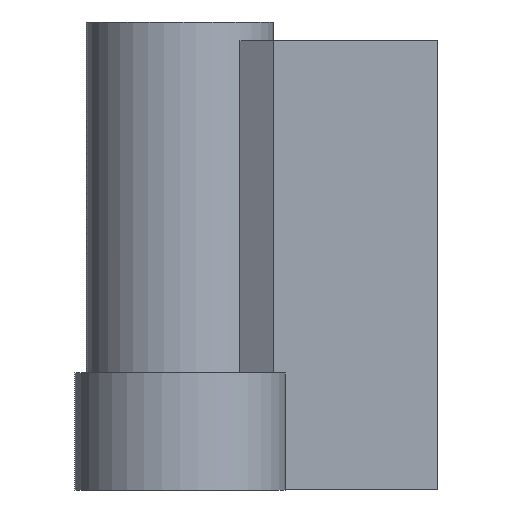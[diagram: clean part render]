
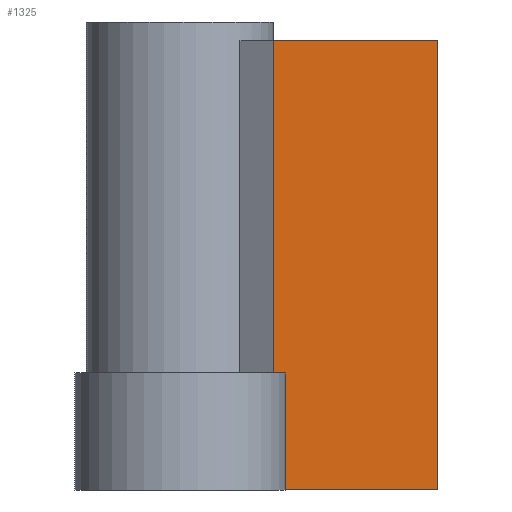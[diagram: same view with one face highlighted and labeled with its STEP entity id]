
A CAD part, front view. The second image highlights one B-rep face of the part: STEP entity #1325.
In plain terms, the highlighted planar face has unit normal (0, -1, 0).
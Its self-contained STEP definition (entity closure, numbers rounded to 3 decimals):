
#138 = VERTEX_POINT('',#139);
#139 = CARTESIAN_POINT('',(4.5,-19.,0.));
#284 = VERTEX_POINT('',#285);
#285 = CARTESIAN_POINT('',(4.5,-19.,5.));
#291 = EDGE_CURVE('',#292,#284,#294,.T.);
#292 = VERTEX_POINT('',#293);
#293 = CARTESIAN_POINT('',(4.,-19.,5.));
#294 = LINE('',#295,#296);
#295 = CARTESIAN_POINT('',(2.,-19.,5.));
#296 = VECTOR('',#297,1.);
#297 = DIRECTION('',(1.,0.,0.));
#523 = EDGE_CURVE('',#284,#138,#524,.T.);
#524 = LINE('',#525,#526);
#525 = CARTESIAN_POINT('',(4.5,-19.,0.));
#526 = VECTOR('',#527,1.);
#527 = DIRECTION('',(0.,0.,-1.));
#1307 = VERTEX_POINT('',#1308);
#1308 = CARTESIAN_POINT('',(4.,-19.,19.2));
#1314 = EDGE_CURVE('',#292,#1307,#1315,.T.);
#1315 = LINE('',#1316,#1317);
#1316 = CARTESIAN_POINT('',(4.,-19.,0.));
#1317 = VECTOR('',#1318,1.);
#1318 = DIRECTION('',(0.,0.,1.));
#1325 = ADVANCED_FACE('',(#1326),#1353,.T.);
#1326 = FACE_BOUND('',#1327,.T.);
#1327 = EDGE_LOOP('',(#1328,#1329,#1337,#1345,#1351,#1352));
#1328 = ORIENTED_EDGE('',*,*,#523,.T.);
#1329 = ORIENTED_EDGE('',*,*,#1330,.T.);
#1330 = EDGE_CURVE('',#138,#1331,#1333,.T.);
#1331 = VERTEX_POINT('',#1332);
#1332 = CARTESIAN_POINT('',(11.,-19.,0.));
#1333 = LINE('',#1334,#1335);
#1334 = CARTESIAN_POINT('',(4.,-19.,0.));
#1335 = VECTOR('',#1336,1.);
#1336 = DIRECTION('',(1.,0.,0.));
#1337 = ORIENTED_EDGE('',*,*,#1338,.T.);
#1338 = EDGE_CURVE('',#1331,#1339,#1341,.T.);
#1339 = VERTEX_POINT('',#1340);
#1340 = CARTESIAN_POINT('',(11.,-19.,19.2));
#1341 = LINE('',#1342,#1343);
#1342 = CARTESIAN_POINT('',(11.,-19.,0.));
#1343 = VECTOR('',#1344,1.);
#1344 = DIRECTION('',(0.,0.,1.));
#1345 = ORIENTED_EDGE('',*,*,#1346,.F.);
#1346 = EDGE_CURVE('',#1307,#1339,#1347,.T.);
#1347 = LINE('',#1348,#1349);
#1348 = CARTESIAN_POINT('',(4.,-19.,19.2));
#1349 = VECTOR('',#1350,1.);
#1350 = DIRECTION('',(1.,0.,0.));
#1351 = ORIENTED_EDGE('',*,*,#1314,.F.);
#1352 = ORIENTED_EDGE('',*,*,#291,.T.);
#1353 = PLANE('',#1354);
#1354 = AXIS2_PLACEMENT_3D('',#1355,#1356,#1357);
#1355 = CARTESIAN_POINT('',(4.,-19.,0.));
#1356 = DIRECTION('',(0.,-1.,0.));
#1357 = DIRECTION('',(0.,0.,1.));
